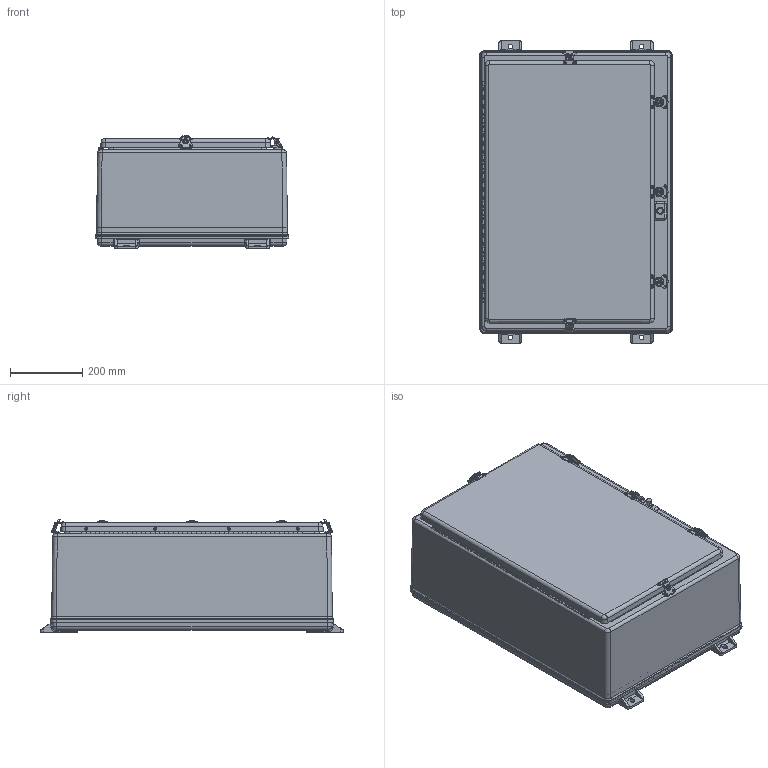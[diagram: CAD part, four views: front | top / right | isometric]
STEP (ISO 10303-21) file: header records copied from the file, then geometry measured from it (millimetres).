
FILE_DESCRIPTION(/* description */ (''),/* implementation_level */ '2;1');
FILE_NAME(/* name */ 'HW-N4X302010CH.stp',/* time_stamp */ '2014-03-14T06:22:42-05:00',/* author */ ('pmescher'),/* organization */ (''),/* preprocessor_version */ 'ST-DEVELOPER v15.2',/* originating_system */ 'Autodesk Inventor 2014',/* authorisation */ '');
FILE_SCHEMA (('AUTOMOTIVE_DESIGN { 1 0 10303 214 3 1 1 }'));
Length unit declared in the file: inch
Products named in the file (25): WPN302010SHWT; WPN3020B; WPN302010HWTPCVR; N302010G; WPN3020HWU; LL150  LATCH KEEPER PAD; LL150 LATCH RIVET PIN; LL150 KEEPER PAD ASSEMBLY; LL150 LATCH CAM; LL150 LATCH WING; LL150 LATCH BASE; LL150 LATCH HINGE PIN; N SERIES LL150 LATCH; WT150 LATCH BASE; N SERIES WT LL150 LATCH; HASP; HASP INSERT; HASP SCREW; HASP ASSEMBLY; SS HINGE PIN (24); SS HINGE COVER (24); SS HINGE BASE  (24); 0.13 RIVET PIN; 24; N302010HWT_STP
Bounding box: 533.4 x 834.23 x 310.91 mm (x, y, z)
Volume: 8530156.3 mm3; surface area: 3564473.6 mm2
Topology: 63 solids, 63 shells, 1758 faces, 4292 edges, 2636 vertices
Faces by surface type: cylinder 702, plane 670, torus 184, bspline 104, sphere 62, cone 36
Full cylindrical faces by diameter (mm): 1.587 x20, 1.651 x8, 3.175 x49, 3.302 x54, 3.429 x10, 3.5 x10, 3.556 x20, 3.969 x10, 4.762 x10, 5.08 x10, 5.105 x1, 5.11 x1, 6.35 x1, 7.544 x8, 8.64 x2, 10.312 x1, 12.954 x2, 12.959 x2, 14.3 x4
Entity records: 32846 total; most frequent: CARTESIAN_POINT 9603, DIRECTION 4892, ORIENTED_EDGE 4434, EDGE_CURVE 2217, AXIS2_PLACEMENT_3D 1836, VERTEX_POINT 1480, EDGE_LOOP 1307, LINE 1220
